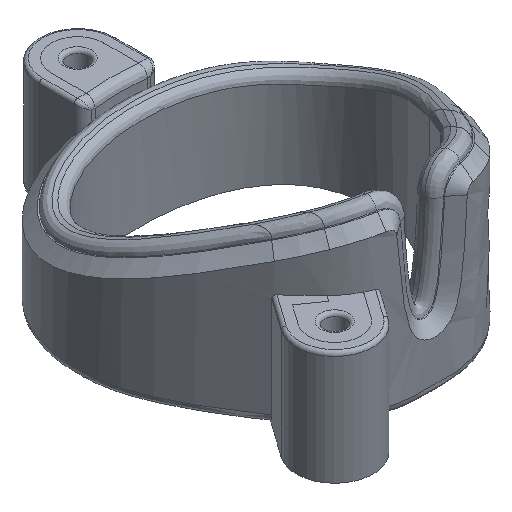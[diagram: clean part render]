
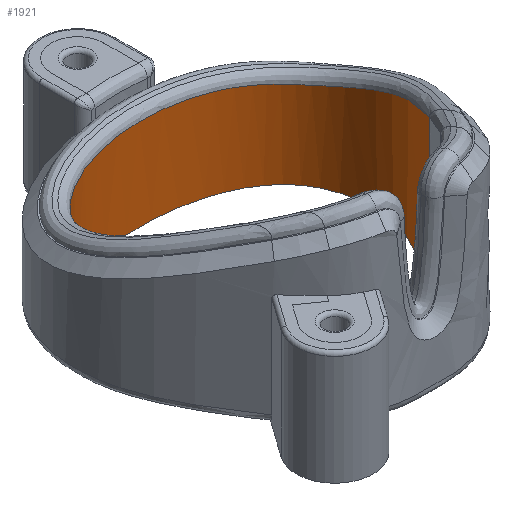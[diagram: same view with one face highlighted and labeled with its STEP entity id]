
A CAD part, isometric view. The second image highlights one B-rep face of the part: STEP entity #1921.
In plain terms, the highlighted free-form (B-spline) face has degree [3, 1] with [19, 2] control points.
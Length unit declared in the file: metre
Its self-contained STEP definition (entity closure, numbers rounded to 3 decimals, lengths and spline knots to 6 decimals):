
#195=B_SPLINE_CURVE_WITH_KNOTS('',3,(#3546,#3547,#3548,#3549,#3550,#3551,
#3552,#3553,#3554,#3555,#3556,#3557,#3558,#3559,#3560,#3561,#3562,#3563,
#3564,#3565,#3566,#3567,#3568,#3569,#3570),.UNSPECIFIED.,.F.,.F.,(4,1,1,
1,1,1,1,1,1,1,1,1,1,1,1,1,1,1,1,1,1,1,4),(0.,0.00418,0.008361,
0.012541,0.014631,0.016722,0.018812,
0.020902,0.022992,0.025083,0.029263,
0.033443,0.037624,0.041804,0.043894,
0.045985,0.048075,0.050165,0.052255,
0.054345,0.058526,0.062706,0.066887),
 .UNSPECIFIED.);
#196=B_SPLINE_CURVE_WITH_KNOTS('',3,(#3574,#3575,#3576,#3577,#3578,#3579,
#3580,#3581,#3582,#3583,#3584,#3585,#3586),.UNSPECIFIED.,.T.,.F.,(1,3,1,
1,1,1,1,1,1,1,1,3,1),(-0.119499,0.,0.119499,0.21531,
0.31112,0.420568,0.5,0.579432,0.68888,
0.78469,0.880501,1.,1.119499),.UNSPECIFIED.);
#434=ORIENTED_EDGE('',*,*,#970,.F.);
#435=ORIENTED_EDGE('',*,*,#971,.T.);
#436=ORIENTED_EDGE('',*,*,#972,.T.);
#437=ORIENTED_EDGE('',*,*,#973,.F.);
#970=EDGE_CURVE('',#1247,#1248,#1411,.T.);
#971=EDGE_CURVE('',#1247,#1249,#195,.T.);
#972=EDGE_CURVE('',#1249,#1250,#1412,.T.);
#973=EDGE_CURVE('',#1248,#1250,#196,.T.);
#1247=VERTEX_POINT('',#3544);
#1248=VERTEX_POINT('',#3545);
#1249=VERTEX_POINT('',#3571);
#1250=VERTEX_POINT('',#3573);
#1411=LINE('',#3543,#1517);
#1412=LINE('',#3572,#1518);
#1517=VECTOR('',#2246,1.);
#1518=VECTOR('',#2247,1.);
#1634=EDGE_LOOP('',(#434,#435,#436,#437));
#1763=FACE_BOUND('',#1634,.T.);
#1865=B_SPLINE_SURFACE_WITH_KNOTS('',3,1,((#3505,#3506),(#3507,#3508),(#3509,
#3510),(#3511,#3512),(#3513,#3514),(#3515,#3516),(#3517,#3518),(#3519,#3520),
(#3521,#3522),(#3523,#3524),(#3525,#3526),(#3527,#3528),(#3529,#3530),(#3531,
#3532),(#3533,#3534),(#3535,#3536),(#3537,#3538),(#3539,#3540),(#3541,#3542)),
 .SURF_OF_LINEAR_EXTRUSION.,.F.,.F.,.F.,(4,1,1,1,1,1,1,1,1,1,1,1,1,1,1,
1,4),(2,2),(0.669097,0.71046,0.751823,0.793186,
0.834549,0.875911,0.917274,0.958637,
1.,1.041363,1.082726,1.124089,1.165451,
1.206814,1.248177,1.28954,1.330903),(0.,
1.),.UNSPECIFIED.);
#1921=ADVANCED_FACE('',(#1763),#1865,.T.);
#2246=DIRECTION('',(0.,0.,-1.));
#2247=DIRECTION('',(0.,0.,-1.));
#3505=CARTESIAN_POINT('',(0.01132,-0.006544,0.016087));
#3506=CARTESIAN_POINT('',(0.01132,-0.006544,0.));
#3507=CARTESIAN_POINT('',(0.012068,-0.005285,0.016087));
#3508=CARTESIAN_POINT('',(0.012068,-0.005285,0.));
#3509=CARTESIAN_POINT('',(0.013402,-0.002853,0.016087));
#3510=CARTESIAN_POINT('',(0.013402,-0.002853,0.));
#3511=CARTESIAN_POINT('',(0.014737,0.000426,0.016087));
#3512=CARTESIAN_POINT('',(0.014737,0.000426,0.));
#3513=CARTESIAN_POINT('',(0.015235,0.003826,0.016087));
#3514=CARTESIAN_POINT('',(0.015235,0.003826,0.));
#3515=CARTESIAN_POINT('',(0.014703,0.007523,0.016087));
#3516=CARTESIAN_POINT('',(0.014703,0.007523,0.));
#3517=CARTESIAN_POINT('',(0.012894,0.01089,0.016087));
#3518=CARTESIAN_POINT('',(0.012894,0.01089,0.));
#3519=CARTESIAN_POINT('',(0.009509,0.013356,0.016087));
#3520=CARTESIAN_POINT('',(0.009509,0.013356,0.));
#3521=CARTESIAN_POINT('',(0.005024,0.014848,0.016087));
#3522=CARTESIAN_POINT('',(0.005024,0.014848,0.));
#3523=CARTESIAN_POINT('',(0.,0.015355,0.016087));
#3524=CARTESIAN_POINT('',(0.,0.015355,0.));
#3525=CARTESIAN_POINT('',(-0.005024,0.014848,0.016087));
#3526=CARTESIAN_POINT('',(-0.005024,0.014848,0.));
#3527=CARTESIAN_POINT('',(-0.009509,0.013356,0.016087));
#3528=CARTESIAN_POINT('',(-0.009509,0.013356,0.));
#3529=CARTESIAN_POINT('',(-0.012894,0.01089,0.016087));
#3530=CARTESIAN_POINT('',(-0.012894,0.01089,0.));
#3531=CARTESIAN_POINT('',(-0.014703,0.007523,0.016087));
#3532=CARTESIAN_POINT('',(-0.014703,0.007523,0.));
#3533=CARTESIAN_POINT('',(-0.015235,0.003826,0.016087));
#3534=CARTESIAN_POINT('',(-0.015235,0.003826,0.));
#3535=CARTESIAN_POINT('',(-0.014737,0.000426,0.016087));
#3536=CARTESIAN_POINT('',(-0.014737,0.000426,0.));
#3537=CARTESIAN_POINT('',(-0.013402,-0.002853,0.016087));
#3538=CARTESIAN_POINT('',(-0.013402,-0.002853,0.));
#3539=CARTESIAN_POINT('',(-0.012068,-0.005285,0.016087));
#3540=CARTESIAN_POINT('',(-0.012068,-0.005285,0.));
#3541=CARTESIAN_POINT('',(-0.01132,-0.006544,0.016087));
#3542=CARTESIAN_POINT('',(-0.01132,-0.006544,0.));
#3543=CARTESIAN_POINT('',(0.01132,-0.006544,0.022));
#3544=CARTESIAN_POINT('',(0.01132,-0.006544,0.015991));
#3545=CARTESIAN_POINT('',(0.01132,-0.006544,0.));
#3546=CARTESIAN_POINT('',(0.01132,-0.006544,0.015991));
#3547=CARTESIAN_POINT('',(0.01199,-0.005417,0.015508));
#3548=CARTESIAN_POINT('',(0.013263,-0.003131,0.014554));
#3549=CARTESIAN_POINT('',(0.014798,0.00048,0.013027));
#3550=CARTESIAN_POINT('',(0.015184,0.003726,0.011673));
#3551=CARTESIAN_POINT('',(0.014861,0.006326,0.010759));
#3552=CARTESIAN_POINT('',(0.014258,0.008282,0.010209));
#3553=CARTESIAN_POINT('',(0.013238,0.010117,0.009921));
#3554=CARTESIAN_POINT('',(0.011801,0.011665,0.009954));
#3555=CARTESIAN_POINT('',(0.010061,0.01286,0.010102));
#3556=CARTESIAN_POINT('',(0.007552,0.014055,0.010288));
#3557=CARTESIAN_POINT('',(0.004163,0.01496,0.010438));
#3558=CARTESIAN_POINT('',(-0.000036,0.015299,0.010491));
#3559=CARTESIAN_POINT('',(-0.004163,0.014957,0.010438));
#3560=CARTESIAN_POINT('',(-0.007565,0.014053,0.010288));
#3561=CARTESIAN_POINT('',(-0.010084,0.012846,0.010101));
#3562=CARTESIAN_POINT('',(-0.011816,0.011653,0.009953));
#3563=CARTESIAN_POINT('',(-0.013259,0.010087,0.009923));
#3564=CARTESIAN_POINT('',(-0.014262,0.008269,0.010213));
#3565=CARTESIAN_POINT('',(-0.014864,0.006317,0.010762));
#3566=CARTESIAN_POINT('',(-0.015185,0.003687,0.011688));
#3567=CARTESIAN_POINT('',(-0.014792,0.000468,0.013033));
#3568=CARTESIAN_POINT('',(-0.013258,-0.003141,0.014558));
#3569=CARTESIAN_POINT('',(-0.011989,-0.005419,0.015509));
#3570=CARTESIAN_POINT('',(-0.01132,-0.006544,0.015991));
#3571=CARTESIAN_POINT('',(-0.01132,-0.006544,0.015991));
#3572=CARTESIAN_POINT('',(-0.01132,-0.006544,0.022));
#3573=CARTESIAN_POINT('',(-0.01132,-0.006544,0.));
#3574=CARTESIAN_POINT('',(0.,0.015186,0.));
#3575=CARTESIAN_POINT('',(-0.004839,0.015186,0.));
#3576=CARTESIAN_POINT('',(-0.013557,0.01265,0.));
#3577=CARTESIAN_POINT('',(-0.015921,0.002831,0.));
#3578=CARTESIAN_POINT('',(-0.012702,-0.004673,0.));
#3579=CARTESIAN_POINT('',(-0.006392,-0.014493,0.));
#3580=CARTESIAN_POINT('',(0.,-0.014583,0.));
#3581=CARTESIAN_POINT('',(0.006392,-0.014493,0.));
#3582=CARTESIAN_POINT('',(0.012702,-0.004673,0.));
#3583=CARTESIAN_POINT('',(0.015921,0.002831,0.));
#3584=CARTESIAN_POINT('',(0.013557,0.01265,0.));
#3585=CARTESIAN_POINT('',(0.004839,0.015186,0.));
#3586=CARTESIAN_POINT('',(0.,0.015186,0.));
